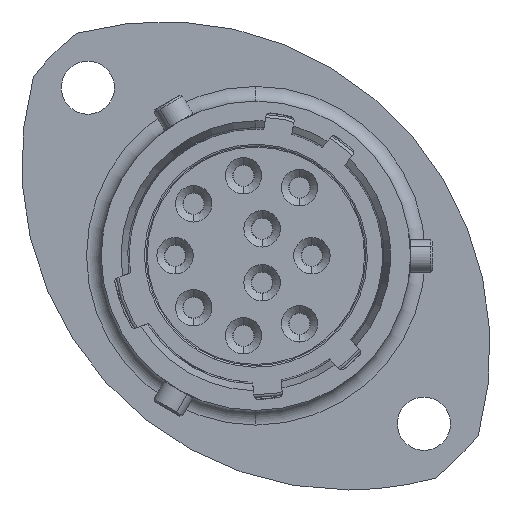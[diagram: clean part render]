
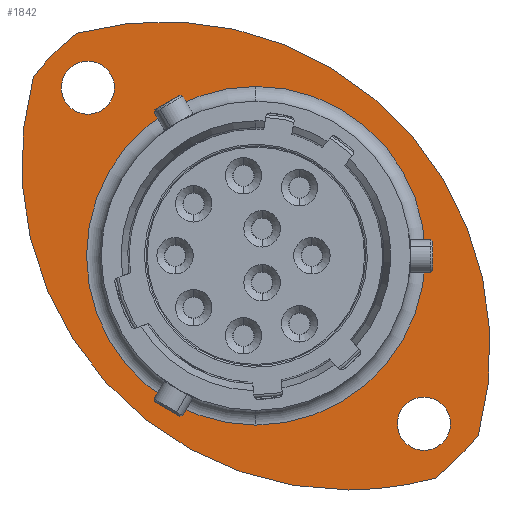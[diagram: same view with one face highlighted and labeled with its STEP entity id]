
A CAD part, left-side view. The second image highlights one B-rep face of the part: STEP entity #1842.
In plain terms, the highlighted planar face has unit normal (-1, 0, 0).
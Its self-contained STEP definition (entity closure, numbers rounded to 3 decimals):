
#123 = CARTESIAN_POINT ( 'NONE',  ( 11.424, -2.713, -13.939 ) ) ;
#186 = VERTEX_POINT ( 'NONE', #4964 ) ;
#341 = ORIENTED_EDGE ( 'NONE', *, *, #3237, .T. ) ;
#342 = DIRECTION ( 'NONE',  ( 1., 0., 0. ) ) ;
#549 = CIRCLE ( 'NONE', #16663, 1.625 ) ;
#979 = AXIS2_PLACEMENT_3D ( 'NONE', #14039, #342, #7241 ) ;
#1229 = EDGE_CURVE ( 'NONE', #19718, #4552, #11237, .T. ) ;
#1377 = CIRCLE ( 'NONE', #3367, 20. ) ;
#1485 = DIRECTION ( 'NONE',  ( 0., 0., 1. ) ) ;
#1486 = CARTESIAN_POINT ( 'NONE',  ( 11.424, 13.934, 14.023 ) ) ;
#1595 = CARTESIAN_POINT ( 'NONE',  ( 11.424, 16.563, 11.394 ) ) ;
#1838 = CARTESIAN_POINT ( 'NONE',  ( 11.424, -7.344, -11.509 ) ) ;
#1840 = CIRCLE ( 'NONE', #3072, 17.5 ) ;
#1842 = ADVANCED_FACE ( 'NONE', ( #10621, #10890, #3947, #7969 ), #14209, .F. ) ;
#1846 = ORIENTED_EDGE ( 'NONE', *, *, #20081, .T. ) ;
#2115 = AXIS2_PLACEMENT_3D ( 'NONE', #4868, #3057, #1485 ) ;
#2161 = DIRECTION ( 'NONE',  ( -1., 0., 0. ) ) ;
#2455 = DIRECTION ( 'NONE',  ( -1., 0., 0. ) ) ;
#2493 = ORIENTED_EDGE ( 'NONE', *, *, #8940, .F. ) ;
#2503 = DIRECTION ( 'NONE',  ( -1., 0., 0. ) ) ;
#2518 = VERTEX_POINT ( 'NONE', #1595 ) ;
#2575 = VERTEX_POINT ( 'NONE', #7039 ) ;
#2587 = EDGE_CURVE ( 'NONE', #2575, #3809, #19384, .T. ) ;
#3057 = DIRECTION ( 'NONE',  ( -1., 0., 0. ) ) ;
#3072 = AXIS2_PLACEMENT_3D ( 'NONE', #10200, #11927, #6762 ) ;
#3159 = CARTESIAN_POINT ( 'NONE',  ( 11.424, -7.344, -9.884 ) ) ;
#3237 = EDGE_CURVE ( 'NONE', #21555, #9547, #1377, .T. ) ;
#3367 = AXIS2_PLACEMENT_3D ( 'NONE', #12623, #2455, #9407 ) ;
#3809 = VERTEX_POINT ( 'NONE', #19500 ) ;
#3871 = VERTEX_POINT ( 'NONE', #18062 ) ;
#3928 = AXIS2_PLACEMENT_3D ( 'NONE', #5630, #12493, #5558 ) ;
#3947 = FACE_BOUND ( 'NONE', #21809, .T. ) ;
#3998 = DIRECTION ( 'NONE',  ( 0., 0., -1. ) ) ;
#4030 = ORIENTED_EDGE ( 'NONE', *, *, #10431, .T. ) ;
#4552 = VERTEX_POINT ( 'NONE', #1838 ) ;
#4825 = DIRECTION ( 'NONE',  ( -1., 0., 0. ) ) ;
#4868 = CARTESIAN_POINT ( 'NONE',  ( 11.424, 2.944, 0.404 ) ) ;
#4891 = AXIS2_PLACEMENT_3D ( 'NONE', #21364, #16446, #16369 ) ;
#4964 = CARTESIAN_POINT ( 'NONE',  ( 11.424, -8.045, -13.215 ) ) ;
#5558 = DIRECTION ( 'NONE',  ( 0., 0., -1. ) ) ;
#5630 = CARTESIAN_POINT ( 'NONE',  ( 11.424, 2.944, 0.404 ) ) ;
#6048 = CIRCLE ( 'NONE', #19008, 1.625 ) ;
#6582 = DIRECTION ( 'NONE',  ( 0., 0., -1. ) ) ;
#6762 = DIRECTION ( 'NONE',  ( 0., 0., 1. ) ) ;
#6862 = CARTESIAN_POINT ( 'NONE',  ( 11.424, -2.713, 6.061 ) ) ;
#7039 = CARTESIAN_POINT ( 'NONE',  ( 11.424, 2.944, -9.966 ) ) ;
#7241 = DIRECTION ( 'NONE',  ( 0., 0., -1. ) ) ;
#7345 = DIRECTION ( 'NONE',  ( -1., 0., 0. ) ) ;
#7650 = CARTESIAN_POINT ( 'NONE',  ( 11.424, -7.344, -8.259 ) ) ;
#7753 = ORIENTED_EDGE ( 'NONE', *, *, #14069, .T. ) ;
#7931 = CARTESIAN_POINT ( 'NONE',  ( 11.424, 13.232, 12.318 ) ) ;
#7969 = FACE_OUTER_BOUND ( 'NONE', #17133, .T. ) ;
#8792 = AXIS2_PLACEMENT_3D ( 'NONE', #3159, #4825, #6582 ) ;
#8834 = EDGE_LOOP ( 'NONE', ( #9236, #7753 ) ) ;
#8915 = CARTESIAN_POINT ( 'NONE',  ( 11.424, -7.344, -9.884 ) ) ;
#8940 = EDGE_CURVE ( 'NONE', #3871, #17338, #6048, .T. ) ;
#8992 = DIRECTION ( 'NONE',  ( 0., 0., -1. ) ) ;
#9236 = ORIENTED_EDGE ( 'NONE', *, *, #2587, .T. ) ;
#9407 = DIRECTION ( 'NONE',  ( 0., 0., -1. ) ) ;
#9547 = VERTEX_POINT ( 'NONE', #1486 ) ;
#9896 = CIRCLE ( 'NONE', #18353, 1.625 ) ;
#10200 = CARTESIAN_POINT ( 'NONE',  ( 11.424, 2.944, 0.404 ) ) ;
#10219 = DIRECTION ( 'NONE',  ( -1., 0., 0. ) ) ;
#10431 = EDGE_CURVE ( 'NONE', #186, #21555, #14969, .T. ) ;
#10451 = DIRECTION ( 'NONE',  ( 0., 0., -1. ) ) ;
#10499 = AXIS2_PLACEMENT_3D ( 'NONE', #6862, #10219, #10451 ) ;
#10621 = FACE_BOUND ( 'NONE', #8834, .T. ) ;
#10749 = DIRECTION ( 'NONE',  ( 0., 0., -1. ) ) ;
#10890 = FACE_BOUND ( 'NONE', #11385, .T. ) ;
#11083 = DIRECTION ( 'NONE',  ( -1., 0., 0. ) ) ;
#11237 = CIRCLE ( 'NONE', #8792, 1.625 ) ;
#11385 = EDGE_LOOP ( 'NONE', ( #2493, #13058 ) ) ;
#11927 = DIRECTION ( 'NONE',  ( -1., 0., 0. ) ) ;
#12484 = VERTEX_POINT ( 'NONE', #123 ) ;
#12493 = DIRECTION ( 'NONE',  ( 1., 0., 0. ) ) ;
#12623 = CARTESIAN_POINT ( 'NONE',  ( 11.424, 8.601, -5.253 ) ) ;
#12854 = EDGE_CURVE ( 'NONE', #9547, #2518, #1840, .T. ) ;
#13058 = ORIENTED_EDGE ( 'NONE', *, *, #20274, .F. ) ;
#13487 = CARTESIAN_POINT ( 'NONE',  ( 11.424, -10.675, -10.585 ) ) ;
#13811 = ORIENTED_EDGE ( 'NONE', *, *, #14821, .F. ) ;
#14039 = CARTESIAN_POINT ( 'NONE',  ( 11.424, 2.944, 0.404 ) ) ;
#14069 = EDGE_CURVE ( 'NONE', #3809, #2575, #14553, .T. ) ;
#14209 = PLANE ( 'NONE',  #4891 ) ;
#14553 = CIRCLE ( 'NONE', #979, 10.37 ) ;
#14821 = EDGE_CURVE ( 'NONE', #4552, #19718, #9896, .T. ) ;
#14969 = CIRCLE ( 'NONE', #2115, 17.5 ) ;
#15561 = ORIENTED_EDGE ( 'NONE', *, *, #12854, .T. ) ;
#16012 = CARTESIAN_POINT ( 'NONE',  ( 11.424, -2.713, 6.061 ) ) ;
#16369 = DIRECTION ( 'NONE',  ( 0., 0., -1. ) ) ;
#16446 = DIRECTION ( 'NONE',  ( 1., 0., 0. ) ) ;
#16663 = AXIS2_PLACEMENT_3D ( 'NONE', #20890, #2161, #10749 ) ;
#17133 = EDGE_LOOP ( 'NONE', ( #18717, #1846, #4030, #341, #15561 ) ) ;
#17338 = VERTEX_POINT ( 'NONE', #7931 ) ;
#17408 = AXIS2_PLACEMENT_3D ( 'NONE', #16012, #2503, #21238 ) ;
#18062 = CARTESIAN_POINT ( 'NONE',  ( 11.424, 13.232, 9.068 ) ) ;
#18325 = CIRCLE ( 'NONE', #17408, 20. ) ;
#18353 = AXIS2_PLACEMENT_3D ( 'NONE', #8915, #7345, #8992 ) ;
#18717 = ORIENTED_EDGE ( 'NONE', *, *, #21822, .T. ) ;
#19008 = AXIS2_PLACEMENT_3D ( 'NONE', #21215, #11083, #3998 ) ;
#19384 = CIRCLE ( 'NONE', #3928, 10.37 ) ;
#19500 = CARTESIAN_POINT ( 'NONE',  ( 11.424, 2.944, 10.774 ) ) ;
#19718 = VERTEX_POINT ( 'NONE', #7650 ) ;
#20081 = EDGE_CURVE ( 'NONE', #12484, #186, #20384, .T. ) ;
#20274 = EDGE_CURVE ( 'NONE', #17338, #3871, #549, .T. ) ;
#20384 = CIRCLE ( 'NONE', #10499, 20. ) ;
#20890 = CARTESIAN_POINT ( 'NONE',  ( 11.424, 13.232, 10.693 ) ) ;
#21215 = CARTESIAN_POINT ( 'NONE',  ( 11.424, 13.232, 10.693 ) ) ;
#21238 = DIRECTION ( 'NONE',  ( 0., 0., -1. ) ) ;
#21364 = CARTESIAN_POINT ( 'NONE',  ( 11.424, 12.414, 0.404 ) ) ;
#21420 = ORIENTED_EDGE ( 'NONE', *, *, #1229, .F. ) ;
#21555 = VERTEX_POINT ( 'NONE', #13487 ) ;
#21809 = EDGE_LOOP ( 'NONE', ( #13811, #21420 ) ) ;
#21822 = EDGE_CURVE ( 'NONE', #2518, #12484, #18325, .T. ) ;
